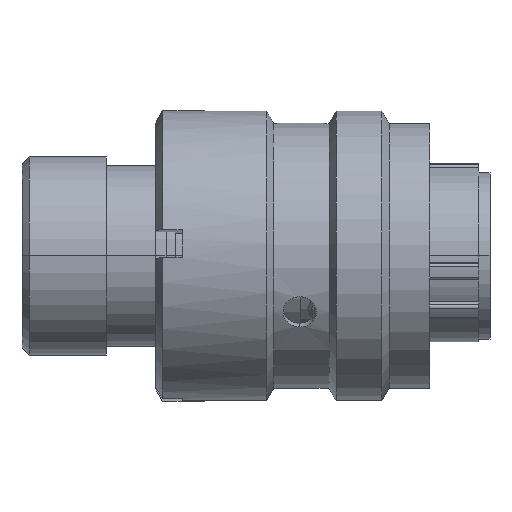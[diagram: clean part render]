
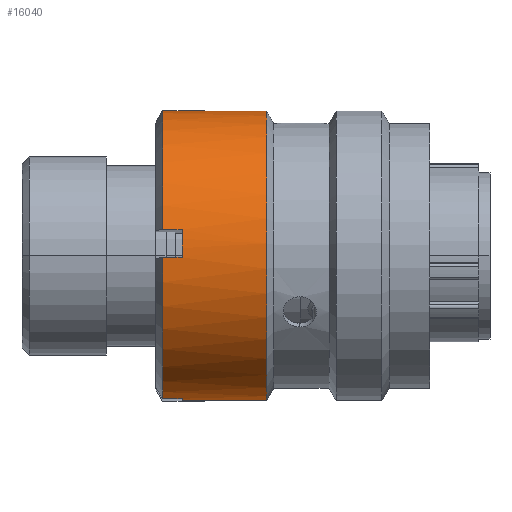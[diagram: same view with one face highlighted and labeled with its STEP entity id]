
A CAD part, top view. The second image highlights one B-rep face of the part: STEP entity #16040.
In plain terms, the highlighted cylindrical face has radius 10.35 mm (diameter 20.7 mm), a partial arc.
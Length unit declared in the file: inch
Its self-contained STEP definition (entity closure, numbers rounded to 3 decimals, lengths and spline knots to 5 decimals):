
#229 = EDGE_LOOP ( 'NONE', ( #19119, #19120, #19121, #19122, #19123, #19124, #19125, #19126, #19127, #19128, #19129, #19130 ) ) ;
#532 = VERTEX_POINT ( 'NONE', #23163 ) ;
#3047 = CYLINDRICAL_SURFACE ( 'NONE', #3209, 0.40748 ) ;
#3048 = FACE_OUTER_BOUND ( 'NONE', #229, .T. ) ;
#3049 = CARTESIAN_POINT ( 'NONE',  ( 0.54954, -0.04905, 0.00064 ) ) ;
#3061 = DIRECTION ( 'NONE',  ( 1., 0., 0. ) ) ;
#3062 = DIRECTION ( 'NONE',  ( 0., 0.996, -0.085 ) ) ;
#3209 = AXIS2_PLACEMENT_3D ( 'NONE', #3049, #3061, #3062 ) ;
#11367 = CARTESIAN_POINT ( 'NONE',  ( -0.20046, -0.05388, 0.40809 ) ) ;
#14603 = CIRCLE ( 'NONE', #14607, 0.40748 ) ;
#14605 = CIRCLE ( 'NONE', #14610, 0.40748 ) ;
#14607 = AXIS2_PLACEMENT_3D ( 'NONE', #19817, #19819, #19821 ) ;
#14608 = VECTOR ( 'NONE', #19840, 39.37008 ) ;
#14609 = VECTOR ( 'NONE', #19847, 39.37008 ) ;
#14610 = AXIS2_PLACEMENT_3D ( 'NONE', #19833, #19835, #19837 ) ;
#14611 = CIRCLE ( 'NONE', #14614, 0.40748 ) ;
#14612 = VECTOR ( 'NONE', #19863, 39.37008 ) ;
#14613 = CIRCLE ( 'NONE', #14620, 0.40748 ) ;
#14614 = AXIS2_PLACEMENT_3D ( 'NONE', #19856, #19858, #19860 ) ;
#14615 = CIRCLE ( 'NONE', #14617, 0.40748 ) ;
#14616 = VECTOR ( 'NONE', #19877, 39.37008 ) ;
#14617 = AXIS2_PLACEMENT_3D ( 'NONE', #19869, #19871, #19873 ) ;
#14618 = VECTOR ( 'NONE', #19893, 39.37008 ) ;
#14620 = AXIS2_PLACEMENT_3D ( 'NONE', #19886, #19888, #19890 ) ;
#14621 = CIRCLE ( 'NONE', #14623, 0.40748 ) ;
#14622 = VECTOR ( 'NONE', #19908, 39.37008 ) ;
#14623 = AXIS2_PLACEMENT_3D ( 'NONE', #19900, #19902, #19904 ) ;
#16040 = ADVANCED_FACE ( 'NONE', ( #3048 ), #3047, .T. ) ;
#16885 = VERTEX_POINT ( 'NONE', #11367 ) ;
#19054 = EDGE_CURVE ( 'NONE', #22841, #22833, #14603, .T. ) ;
#19056 = EDGE_CURVE ( 'NONE', #22821, #22817, #14605, .T. ) ;
#19057 = EDGE_CURVE ( 'NONE', #22821, #22833, #19831, .T. ) ;
#19058 = EDGE_CURVE ( 'NONE', #22828, #22841, #19829, .T. ) ;
#19059 = EDGE_CURVE ( 'NONE', #22834, #22828, #14611, .T. ) ;
#19060 = EDGE_CURVE ( 'NONE', #22834, #22825, #19854, .T. ) ;
#19061 = EDGE_CURVE ( 'NONE', #22825, #22826, #14615, .T. ) ;
#19062 = EDGE_CURVE ( 'NONE', #22835, #22826, #19849, .T. ) ;
#19063 = EDGE_CURVE ( 'NONE', #22830, #22835, #14613, .T. ) ;
#19064 = EDGE_CURVE ( 'NONE', #22830, #16885, #19884, .T. ) ;
#19065 = EDGE_CURVE ( 'NONE', #16885, #532, #14621, .T. ) ;
#19066 = EDGE_CURVE ( 'NONE', #22817, #532, #19879, .T. ) ;
#19119 = ORIENTED_EDGE ( 'NONE', *, *, #19056, .F. ) ;
#19120 = ORIENTED_EDGE ( 'NONE', *, *, #19057, .T. ) ;
#19121 = ORIENTED_EDGE ( 'NONE', *, *, #19054, .F. ) ;
#19122 = ORIENTED_EDGE ( 'NONE', *, *, #19058, .F. ) ;
#19123 = ORIENTED_EDGE ( 'NONE', *, *, #19059, .F. ) ;
#19124 = ORIENTED_EDGE ( 'NONE', *, *, #19060, .T. ) ;
#19125 = ORIENTED_EDGE ( 'NONE', *, *, #19061, .T. ) ;
#19126 = ORIENTED_EDGE ( 'NONE', *, *, #19062, .F. ) ;
#19127 = ORIENTED_EDGE ( 'NONE', *, *, #19063, .F. ) ;
#19128 = ORIENTED_EDGE ( 'NONE', *, *, #19064, .T. ) ;
#19129 = ORIENTED_EDGE ( 'NONE', *, *, #19065, .T. ) ;
#19130 = ORIENTED_EDGE ( 'NONE', *, *, #19066, .F. ) ;
#19817 = CARTESIAN_POINT ( 'NONE',  ( 0.09166, -0.04905, 0.00064 ) ) ;
#19819 = DIRECTION ( 'NONE',  ( 1., 0., 0. ) ) ;
#19821 = DIRECTION ( 'NONE',  ( 0., 0.996, -0.085 ) ) ;
#19823 = CARTESIAN_POINT ( 'NONE',  ( 0.54954, -0.45506, 0.03519 ) ) ;
#19829 = LINE ( 'NONE', #19842, #14609 ) ;
#19831 = LINE ( 'NONE', #19823, #14608 ) ;
#19833 = CARTESIAN_POINT ( 'NONE',  ( -0.14534, -0.04905, 0.00064 ) ) ;
#19835 = DIRECTION ( 'NONE',  ( -1., 0., 0. ) ) ;
#19837 = DIRECTION ( 'NONE',  ( 0., 0.085, 0.996 ) ) ;
#19840 = DIRECTION ( 'NONE',  ( 1., 0., 0. ) ) ;
#19842 = CARTESIAN_POINT ( 'NONE',  ( 0.54954, 0.35696, -0.03392 ) ) ;
#19845 = CARTESIAN_POINT ( 'NONE',  ( -0.14534, 0.3584, 0.00547 ) ) ;
#19847 = DIRECTION ( 'NONE',  ( 1., 0., 0. ) ) ;
#19849 = LINE ( 'NONE', #19852, #14616 ) ;
#19852 = CARTESIAN_POINT ( 'NONE',  ( -0.14534, 0.02457, 0.40141 ) ) ;
#19854 = LINE ( 'NONE', #19845, #14612 ) ;
#19856 = CARTESIAN_POINT ( 'NONE',  ( -0.14534, -0.04905, 0.00064 ) ) ;
#19858 = DIRECTION ( 'NONE',  ( -1., 0., 0. ) ) ;
#19860 = DIRECTION ( 'NONE',  ( 0., 0.085, 0.996 ) ) ;
#19863 = DIRECTION ( 'NONE',  ( -1., 0., 0. ) ) ;
#19869 = CARTESIAN_POINT ( 'NONE',  ( -0.20046, -0.04905, 0.00064 ) ) ;
#19871 = DIRECTION ( 'NONE',  ( 1., 0., 0. ) ) ;
#19873 = DIRECTION ( 'NONE',  ( 0., -0.996, 0.085 ) ) ;
#19875 = CARTESIAN_POINT ( 'NONE',  ( -0.14534, -0.05388, 0.40809 ) ) ;
#19877 = DIRECTION ( 'NONE',  ( -1., 0., 0. ) ) ;
#19879 = LINE ( 'NONE', #19882, #14622 ) ;
#19882 = CARTESIAN_POINT ( 'NONE',  ( -0.14534, -0.44982, 0.07426 ) ) ;
#19884 = LINE ( 'NONE', #19875, #14618 ) ;
#19886 = CARTESIAN_POINT ( 'NONE',  ( -0.14534, -0.04905, 0.00064 ) ) ;
#19888 = DIRECTION ( 'NONE',  ( -1., 0., 0. ) ) ;
#19890 = DIRECTION ( 'NONE',  ( 0., 0.085, 0.996 ) ) ;
#19893 = DIRECTION ( 'NONE',  ( -1., 0., 0. ) ) ;
#19900 = CARTESIAN_POINT ( 'NONE',  ( -0.20046, -0.04905, 0.00064 ) ) ;
#19902 = DIRECTION ( 'NONE',  ( 1., 0., 0. ) ) ;
#19904 = DIRECTION ( 'NONE',  ( 0., -0.996, 0.085 ) ) ;
#19908 = DIRECTION ( 'NONE',  ( -1., 0., 0. ) ) ;
#22817 = VERTEX_POINT ( 'NONE', #28990 ) ;
#22821 = VERTEX_POINT ( 'NONE', #28993 ) ;
#22825 = VERTEX_POINT ( 'NONE', #28995 ) ;
#22826 = VERTEX_POINT ( 'NONE', #28996 ) ;
#22828 = VERTEX_POINT ( 'NONE', #29000 ) ;
#22830 = VERTEX_POINT ( 'NONE', #29004 ) ;
#22833 = VERTEX_POINT ( 'NONE', #29009 ) ;
#22834 = VERTEX_POINT ( 'NONE', #29011 ) ;
#22835 = VERTEX_POINT ( 'NONE', #29013 ) ;
#22841 = VERTEX_POINT ( 'NONE', #29023 ) ;
#23163 = CARTESIAN_POINT ( 'NONE',  ( -0.20046, -0.44982, 0.07426 ) ) ;
#28990 = CARTESIAN_POINT ( 'NONE',  ( -0.14534, -0.44982, 0.07426 ) ) ;
#28993 = CARTESIAN_POINT ( 'NONE',  ( -0.14534, -0.45506, 0.03519 ) ) ;
#28995 = CARTESIAN_POINT ( 'NONE',  ( -0.20046, 0.3584, 0.00547 ) ) ;
#28996 = CARTESIAN_POINT ( 'NONE',  ( -0.20046, 0.02457, 0.40141 ) ) ;
#29000 = CARTESIAN_POINT ( 'NONE',  ( -0.14534, 0.35696, -0.03392 ) ) ;
#29004 = CARTESIAN_POINT ( 'NONE',  ( -0.14534, -0.05388, 0.40809 ) ) ;
#29009 = CARTESIAN_POINT ( 'NONE',  ( 0.09166, -0.45506, 0.03519 ) ) ;
#29011 = CARTESIAN_POINT ( 'NONE',  ( -0.14534, 0.3584, 0.00547 ) ) ;
#29013 = CARTESIAN_POINT ( 'NONE',  ( -0.14534, 0.02457, 0.40141 ) ) ;
#29023 = CARTESIAN_POINT ( 'NONE',  ( 0.09166, 0.35696, -0.03392 ) ) ;
